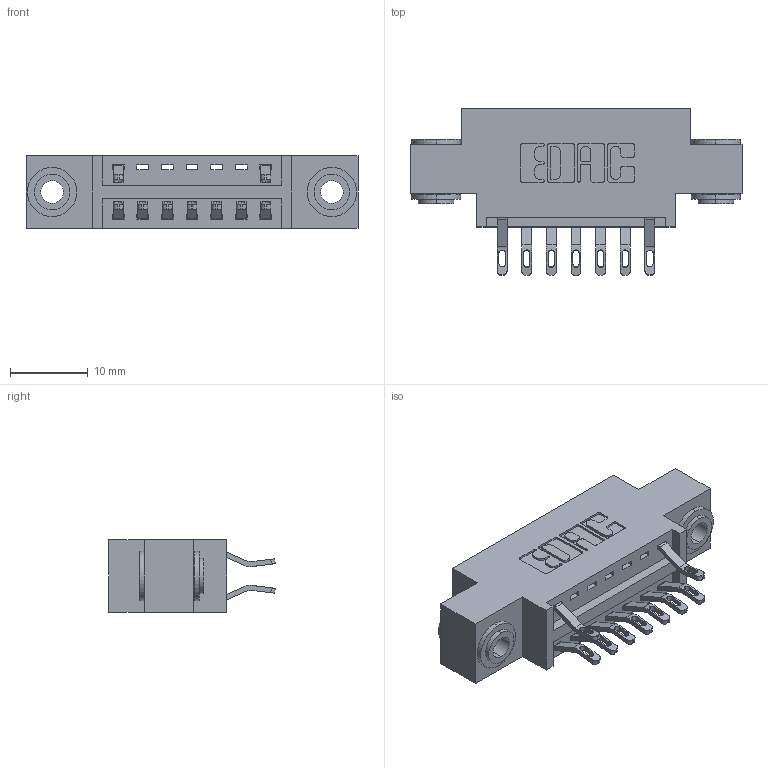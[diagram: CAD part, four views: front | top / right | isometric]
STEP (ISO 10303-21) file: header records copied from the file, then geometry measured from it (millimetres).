
FILE_DESCRIPTION (( 'STEP AP203' ), '1' );
FILE_NAME ('346-014-555-803.STEP', '2018-08-20T01:40:13', ( '' ), ( '' ), 'SwSTEP 2.0', 'SolidWorks 2016', '' );
FILE_SCHEMA (( 'CONFIG_CONTROL_DESIGN' ));
Length unit declared in the file: inch
Products named in the file (4): 345-292-001_555 Tail; 345-250-002_345-250-002-102; 346-014-555-803; 346 Part_0.170 Offset - 0.156 Dia-TH
Assembly tree (12 placements, depth 2):
  346-014-555-803
    346 Part_0.170 Offset - 0.156 Dia-TH
    345-292-001_555 Tail  x9
    345-250-002_345-250-002-102  x2
Bounding box: 42.8 x 21.46 x 9.4 mm (x, y, z)
Volume: 3747.5 mm3; surface area: 4828.4 mm2
Topology: 12 solids, 12 shells, 716 faces, 2169 edges, 1442 vertices
Faces by surface type: plane 412, cylinder 296, cone 8
Entity records: 10228 total; most frequent: CARTESIAN_POINT 1768, ORIENTED_EDGE 1670, DIRECTION 1603, EDGE_CURVE 835, VECTOR 631, LINE 631, VERTEX_POINT 554, AXIS2_PLACEMENT_3D 486
